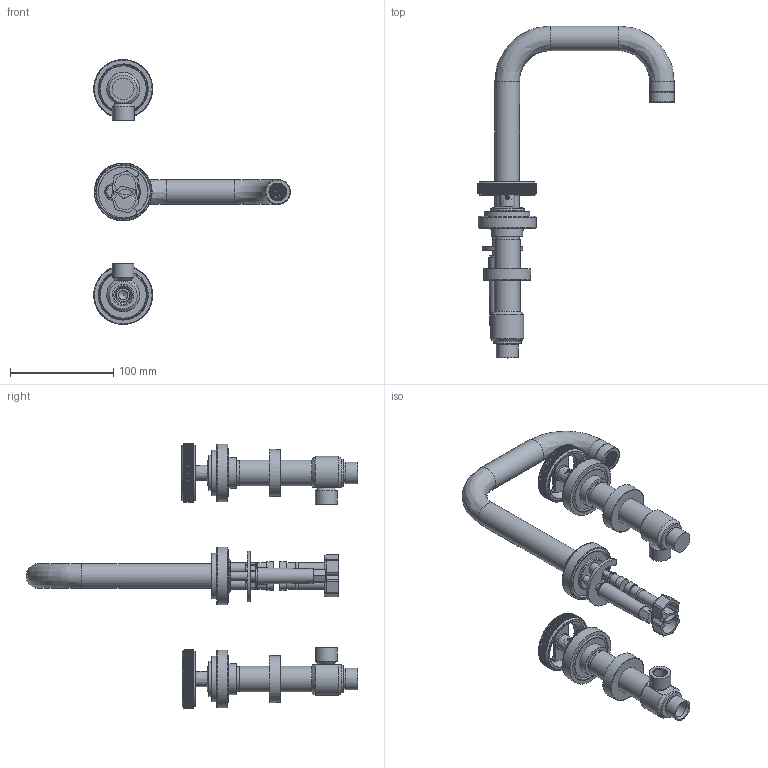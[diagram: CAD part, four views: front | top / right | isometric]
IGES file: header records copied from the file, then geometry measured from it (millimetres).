
Global section: file name: LANDMARK THINNER SPOUTS EXPORTV7K15SLW; native system: Autodesk Inventor 2020; preprocessor: unknown; author: aduggalther; date: 20221125.152440; units: millimetre
Bounding box: 190.5 x 321.88 x 257 mm (x, y, z)
Volume: 395323.7 mm3; surface area: 195543.7 mm2
Topology: 41 solids, 42 shells, 3843 faces, 10850 edges, 7252 vertices
Faces by surface type: bspline 3843
